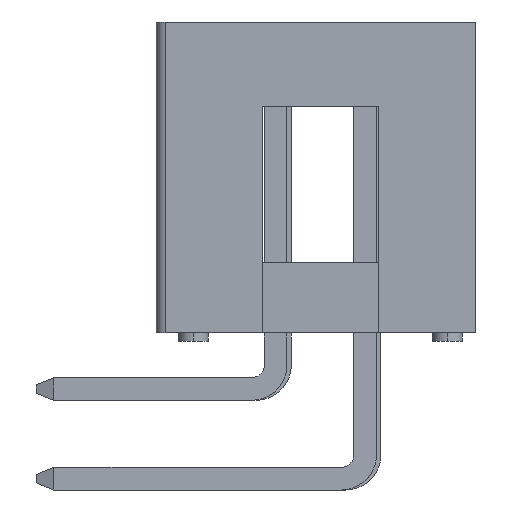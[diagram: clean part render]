
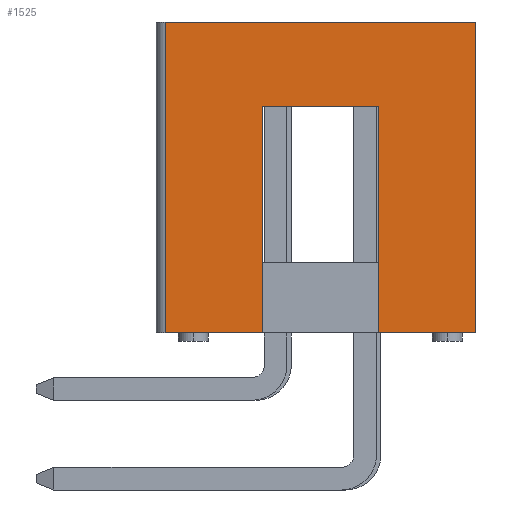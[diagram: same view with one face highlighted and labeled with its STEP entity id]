
A CAD part, left-side view. The second image highlights one B-rep face of the part: STEP entity #1525.
In plain terms, the highlighted planar face has unit normal (-1, 0, 0).
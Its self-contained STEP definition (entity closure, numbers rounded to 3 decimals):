
#1525=ADVANCED_FACE('',(#3139),#3140,.T.);
#3139=FACE_OUTER_BOUND('',#5025,.T.);
#3140=PLANE('',#5026);
#5025=EDGE_LOOP('',(#8824,#8825,#8826,#8827,#8828,#8829,#8830,#8831));
#5026=AXIS2_PLACEMENT_3D('',#8832,#8833,#8834);
#8824=ORIENTED_EDGE('',*,*,#11847,.T.);
#8825=ORIENTED_EDGE('',*,*,#11848,.T.);
#8826=ORIENTED_EDGE('',*,*,#11849,.F.);
#8827=ORIENTED_EDGE('',*,*,#11837,.T.);
#8828=ORIENTED_EDGE('',*,*,#11850,.T.);
#8829=ORIENTED_EDGE('',*,*,#11844,.F.);
#8830=ORIENTED_EDGE('',*,*,#11851,.F.);
#8831=ORIENTED_EDGE('',*,*,#11852,.F.);
#8832=CARTESIAN_POINT('',(-16.6,-4.4,-4.4));
#8833=DIRECTION('',(-1.0,0.0,0.0));
#8834=DIRECTION('',(0.0,0.0,1.0));
#11837=EDGE_CURVE('',#14274,#14272,#14275,.T.);
#11844=EDGE_CURVE('',#14285,#14287,#14288,.T.);
#11847=EDGE_CURVE('',#14291,#14292,#14293,.T.);
#11848=EDGE_CURVE('',#14292,#14294,#14295,.T.);
#11849=EDGE_CURVE('',#14274,#14294,#14296,.T.);
#11850=EDGE_CURVE('',#14272,#14287,#14297,.T.);
#11851=EDGE_CURVE('',#14298,#14285,#14299,.T.);
#11852=EDGE_CURVE('',#14291,#14298,#14300,.T.);
#14272=VERTEX_POINT('',#17741);
#14274=VERTEX_POINT('',#17744);
#14275=LINE('',#17745,#17746);
#14285=VERTEX_POINT('',#17760);
#14287=VERTEX_POINT('',#17763);
#14288=LINE('',#17764,#17765);
#14291=VERTEX_POINT('',#17769);
#14292=VERTEX_POINT('',#17770);
#14293=LINE('',#17771,#17772);
#14294=VERTEX_POINT('',#17773);
#14295=LINE('',#17774,#17775);
#14296=LINE('',#17776,#17777);
#14297=LINE('',#17778,#17779);
#14298=VERTEX_POINT('',#17780);
#14299=LINE('',#17781,#17782);
#14300=LINE('',#17783,#17784);
#17741=CARTESIAN_POINT('',(-16.6,-4.4,4.4));
#17744=CARTESIAN_POINT('',(-16.6,-4.4,-4.4));
#17745=CARTESIAN_POINT('',(-16.6,-4.4,-4.4));
#17746=VECTOR('',#20198,1000.0);
#17760=CARTESIAN_POINT('',(-16.6,4.4,-4.4));
#17763=CARTESIAN_POINT('',(-16.6,4.4,4.4));
#17764=CARTESIAN_POINT('',(-16.6,4.4,-4.4));
#17765=VECTOR('',#20204,1000.0);
#17769=CARTESIAN_POINT('',(-16.6,1.65,2.0));
#17770=CARTESIAN_POINT('',(-16.6,-1.65,2.0));
#17771=CARTESIAN_POINT('',(-16.6,1.65,2.0));
#17772=VECTOR('',#20206,1000.0);
#17773=CARTESIAN_POINT('',(-16.6,-1.65,-4.4));
#17774=CARTESIAN_POINT('',(-16.6,-1.65,2.0));
#17775=VECTOR('',#20207,1000.0);
#17776=CARTESIAN_POINT('',(-16.6,-4.4,-4.4));
#17777=VECTOR('',#20208,1000.0);
#17778=CARTESIAN_POINT('',(-16.6,-4.4,4.4));
#17779=VECTOR('',#20209,1000.0);
#17780=CARTESIAN_POINT('',(-16.6,1.65,-4.4));
#17781=CARTESIAN_POINT('',(-16.6,-4.4,-4.4));
#17782=VECTOR('',#20210,1000.0);
#17783=CARTESIAN_POINT('',(-16.6,1.65,2.0));
#17784=VECTOR('',#20211,1000.0);
#20198=DIRECTION('',(0.0,0.0,1.0));
#20204=DIRECTION('',(0.0,0.0,1.0));
#20206=DIRECTION('',(0.0,-1.0,0.0));
#20207=DIRECTION('',(0.0,0.0,-1.0));
#20208=DIRECTION('',(0.0,1.0,0.0));
#20209=DIRECTION('',(0.0,1.0,0.0));
#20210=DIRECTION('',(0.0,1.0,0.0));
#20211=DIRECTION('',(0.0,0.0,-1.0));
